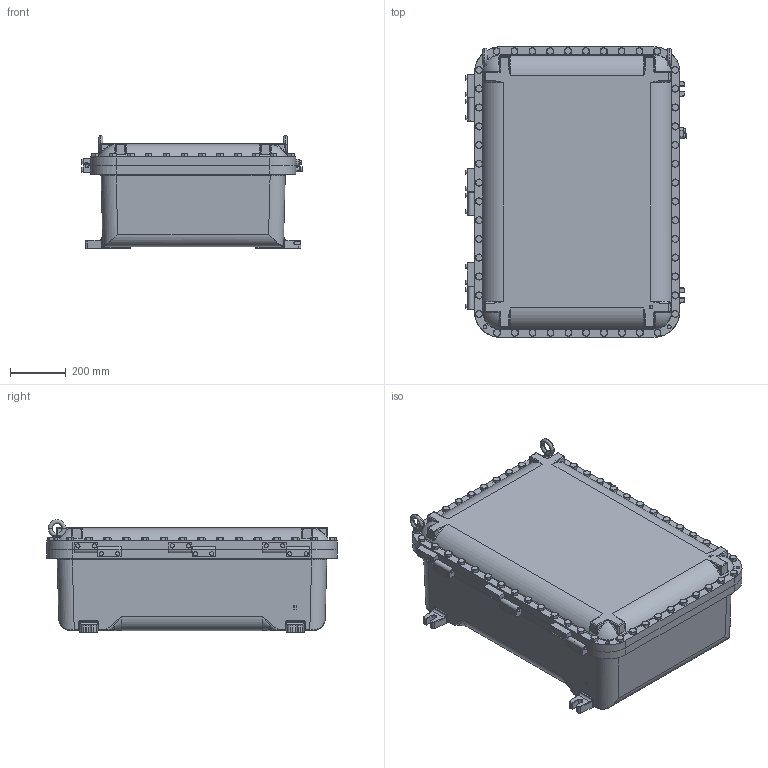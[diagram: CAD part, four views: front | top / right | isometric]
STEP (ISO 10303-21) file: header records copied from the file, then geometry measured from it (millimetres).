
FILE_DESCRIPTION (( 'STEP AP203' ), '1' );
FILE_NAME ('XCE 243610 N4 (B).STEP', '2015-05-19T12:44:39', ( 'user' ), ( 'Microsoft' ), 'SwSTEP 2.0', 'SolidWorks 2015', '' );
FILE_SCHEMA (( 'CONFIG_CONTROL_DESIGN' ));
Length unit declared in the file: inch
Products named in the file (21): 1-243_HBOLT 0.6250-11x2.5x1.5-NZYD; 11940_24 HINGED SIDE; 4363; XCE 243610 N4 (B); 5850-9; 5264-10; 7450; 2-217; 7451; 16970; 7452; DS928_9185-1; 2-417; 5221_5221-5; 4620-1HM; 23003; DS928_9185-1L; 4619-HG; 5216; 2-229; 5471-31
Assembly tree (119 placements, depth 4):
  XCE 243610 N4 (B)
    4620-1HM
    4619-HG
    16970
      5471-31
      4363  x12
      5264-10  x12
      2-217  x12
    11940_24 HINGED SIDE
      DS928_9185-1L  x3
        DS928_9185-1
        5221_5221-5
      DS928_9185-1  x3
      2-229  x12
    5850-9
    23003  x2
      7450
      7451
      7452
      2-417
    5216  x2
    1-243_HBOLT 0.6250-11x2.5x1.5-NZYD  x48
Bounding box: 788.85 x 1038.22 x 403.23 mm (x, y, z)
Volume: 82939263.7 mm3; surface area: 6356417.3 mm2
Topology: 121 solids, 121 shells, 3274 faces, 7835 edges, 4832 vertices
Faces by surface type: cylinder 1146, plane 1121, cone 703, bspline 202, torus 58, sphere 44
Entity records: 60469 total; most frequent: CARTESIAN_POINT 26507, DIRECTION 6166, ORIENTED_EDGE 5972, EDGE_CURVE 2986, AXIS2_PLACEMENT_3D 2466, VERTEX_POINT 1850, EDGE_LOOP 1508, CIRCLE 1290
